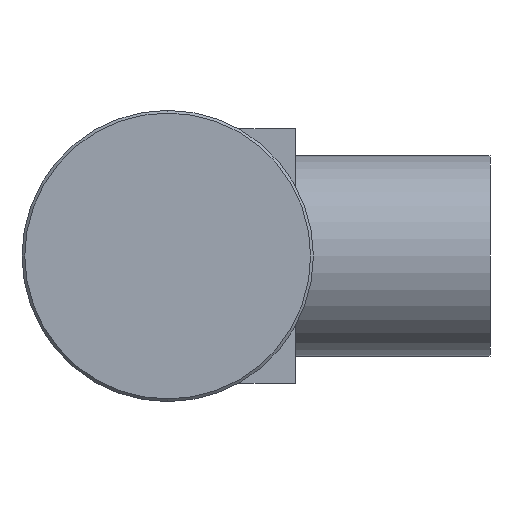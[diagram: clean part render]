
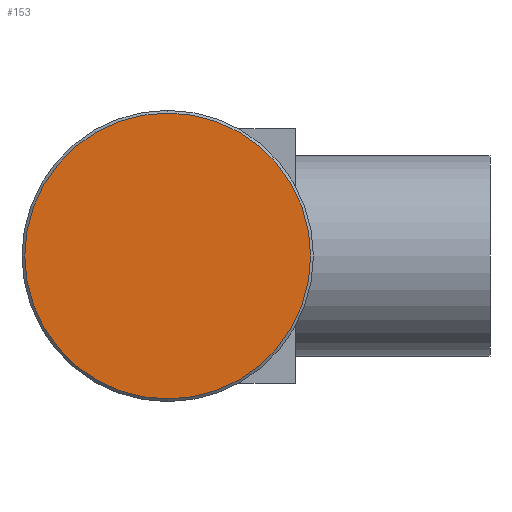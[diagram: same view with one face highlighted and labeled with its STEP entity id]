
A CAD part, left-side view. The second image highlights one B-rep face of the part: STEP entity #153.
In plain terms, the highlighted planar face has unit normal (-1, 0, 0).
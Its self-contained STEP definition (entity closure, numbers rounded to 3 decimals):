
#33 = DIRECTION ( 'NONE',  ( -1., 0., 0. ) ) ;
#62 = VERTEX_POINT ( 'NONE', #631 ) ;
#137 = VERTEX_POINT ( 'NONE', #803 ) ;
#153 = ADVANCED_FACE ( 'NONE', ( #812 ), #1002, .F. ) ;
#201 = AXIS2_PLACEMENT_3D ( 'NONE', #933, #257, #1041 ) ;
#213 = AXIS2_PLACEMENT_3D ( 'NONE', #458, #33, #931 ) ;
#218 = CARTESIAN_POINT ( 'NONE',  ( 0., 0., 0. ) ) ;
#257 = DIRECTION ( 'NONE',  ( -1., 0., 0. ) ) ;
#304 = EDGE_CURVE ( 'NONE', #62, #137, #549, .T. ) ;
#305 = ORIENTED_EDGE ( 'NONE', *, *, #304, .T. ) ;
#449 = DIRECTION ( 'NONE',  ( 1., 0., 0. ) ) ;
#458 = CARTESIAN_POINT ( 'NONE',  ( 0., 0., 0. ) ) ;
#549 = CIRCLE ( 'NONE', #213, 15.7 ) ;
#631 = CARTESIAN_POINT ( 'NONE',  ( 0., 0., 15.7 ) ) ;
#803 = CARTESIAN_POINT ( 'NONE',  ( 0., 0., -15.7 ) ) ;
#809 = EDGE_CURVE ( 'NONE', #137, #62, #1346, .T. ) ;
#812 = FACE_OUTER_BOUND ( 'NONE', #1191, .T. ) ;
#931 = DIRECTION ( 'NONE',  ( 0., 0., 1. ) ) ;
#933 = CARTESIAN_POINT ( 'NONE',  ( 0., 0., 0. ) ) ;
#1002 = PLANE ( 'NONE',  #1186 ) ;
#1041 = DIRECTION ( 'NONE',  ( 0., 0., 1. ) ) ;
#1186 = AXIS2_PLACEMENT_3D ( 'NONE', #218, #449, #1246 ) ;
#1191 = EDGE_LOOP ( 'NONE', ( #1216, #305 ) ) ;
#1216 = ORIENTED_EDGE ( 'NONE', *, *, #809, .T. ) ;
#1246 = DIRECTION ( 'NONE',  ( 0., 0., -1. ) ) ;
#1346 = CIRCLE ( 'NONE', #201, 15.7 ) ;
